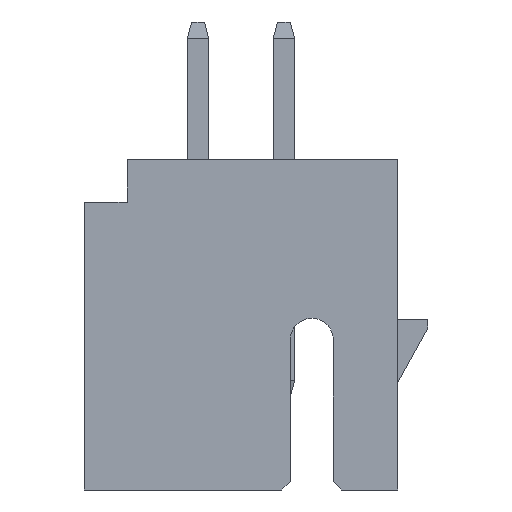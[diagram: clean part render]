
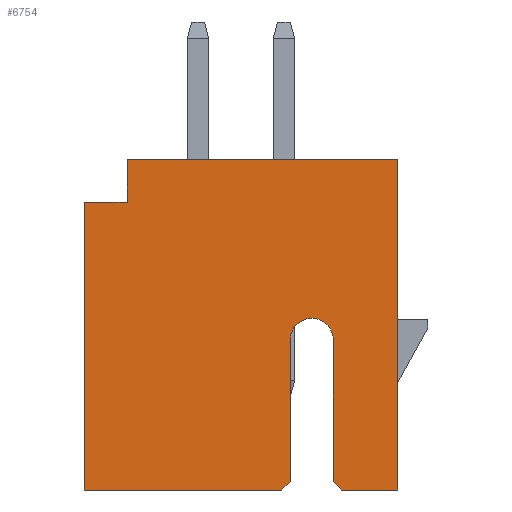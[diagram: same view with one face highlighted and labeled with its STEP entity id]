
A CAD part, left-side view. The second image highlights one B-rep face of the part: STEP entity #6754.
In plain terms, the highlighted planar face has unit normal (-1, 0, 0).
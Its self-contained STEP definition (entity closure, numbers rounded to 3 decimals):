
#19 = VERTEX_POINT ( 'NONE', #2154 ) ;
#348 = CARTESIAN_POINT ( 'NONE',  ( 2., -3.65, 0. ) ) ;
#388 = VERTEX_POINT ( 'NONE', #4277 ) ;
#680 = EDGE_CURVE ( 'NONE', #6676, #4178, #3836, .T. ) ;
#813 = EDGE_CURVE ( 'NONE', #6646, #19, #6165, .T. ) ;
#859 = EDGE_CURVE ( 'NONE', #1374, #4577, #6733, .T. ) ;
#887 = DIRECTION ( 'NONE',  ( 0., 0., -1. ) ) ;
#971 = CARTESIAN_POINT ( 'NONE',  ( 2., 3.65, 6.7 ) ) ;
#1012 = DIRECTION ( 'NONE',  ( 0., -1., 0. ) ) ;
#1052 = EDGE_CURVE ( 'NONE', #3811, #19, #2507, .T. ) ;
#1186 = ORIENTED_EDGE ( 'NONE', *, *, #3461, .F. ) ;
#1331 = LINE ( 'NONE', #6484, #2733 ) ;
#1374 = VERTEX_POINT ( 'NONE', #2881 ) ;
#1381 = DIRECTION ( 'NONE',  ( 0., -1., 0. ) ) ;
#1582 = CIRCLE ( 'NONE', #2534, 0.5 ) ;
#1675 = DIRECTION ( 'NONE',  ( 0., -0.707, 0.707 ) ) ;
#1751 = CARTESIAN_POINT ( 'NONE',  ( 2., 2.65, 7.7 ) ) ;
#1832 = VECTOR ( 'NONE', #3882, 1000. ) ;
#1868 = CARTESIAN_POINT ( 'NONE',  ( 2., -3.65, 7.7 ) ) ;
#1902 = AXIS2_PLACEMENT_3D ( 'NONE', #7084, #4797, #4836 ) ;
#2076 = ORIENTED_EDGE ( 'NONE', *, *, #6477, .F. ) ;
#2113 = CARTESIAN_POINT ( 'NONE',  ( 2., -3.65, 7.7 ) ) ;
#2154 = CARTESIAN_POINT ( 'NONE',  ( 2., -2.15, 3.5 ) ) ;
#2195 = VERTEX_POINT ( 'NONE', #6240 ) ;
#2270 = VECTOR ( 'NONE', #1012, 1000. ) ;
#2440 = CARTESIAN_POINT ( 'NONE',  ( 2., -1.65, 3.5 ) ) ;
#2507 = CIRCLE ( 'NONE', #1902, 0.5 ) ;
#2534 = AXIS2_PLACEMENT_3D ( 'NONE', #2440, #7054, #6422 ) ;
#2585 = LINE ( 'NONE', #2815, #6036 ) ;
#2628 = ORIENTED_EDGE ( 'NONE', *, *, #7419, .F. ) ;
#2647 = DIRECTION ( 'NONE',  ( 0., 0., -1. ) ) ;
#2692 = CARTESIAN_POINT ( 'NONE',  ( 2., 3.65, 7.7 ) ) ;
#2733 = VECTOR ( 'NONE', #887, 1000. ) ;
#2783 = DIRECTION ( 'NONE',  ( 0., 0., -1. ) ) ;
#2815 = CARTESIAN_POINT ( 'NONE',  ( 2., -0.95, 0. ) ) ;
#2824 = FACE_OUTER_BOUND ( 'NONE', #3797, .T. ) ;
#2881 = CARTESIAN_POINT ( 'NONE',  ( 2., 3.65, 0. ) ) ;
#2973 = VECTOR ( 'NONE', #5299, 1000. ) ;
#3124 = VERTEX_POINT ( 'NONE', #6118 ) ;
#3360 = ORIENTED_EDGE ( 'NONE', *, *, #4734, .T. ) ;
#3395 = EDGE_CURVE ( 'NONE', #6676, #1374, #6139, .T. ) ;
#3437 = CARTESIAN_POINT ( 'NONE',  ( 2., -3.65, 0. ) ) ;
#3461 = EDGE_CURVE ( 'NONE', #4178, #7229, #6065, .T. ) ;
#3589 = ORIENTED_EDGE ( 'NONE', *, *, #4460, .T. ) ;
#3652 = ORIENTED_EDGE ( 'NONE', *, *, #4223, .T. ) ;
#3738 = CARTESIAN_POINT ( 'NONE',  ( 2., 2.65, 7.7 ) ) ;
#3797 = EDGE_LOOP ( 'NONE', ( #6135, #5387, #5633, #3652, #5975, #5608, #3589, #3360, #2076, #2628, #1186, #5995, #6081 ) ) ;
#3811 = VERTEX_POINT ( 'NONE', #4806 ) ;
#3836 = LINE ( 'NONE', #971, #5275 ) ;
#3882 = DIRECTION ( 'NONE',  ( 0., -1., 0. ) ) ;
#3906 = PLANE ( 'NONE',  #5622 ) ;
#3973 = CARTESIAN_POINT ( 'NONE',  ( 2., -2.15, 0.2 ) ) ;
#3981 = CARTESIAN_POINT ( 'NONE',  ( 2., -3.65, 0. ) ) ;
#3983 = CARTESIAN_POINT ( 'NONE',  ( 2., 2.65, 6.7 ) ) ;
#4102 = LINE ( 'NONE', #1868, #2973 ) ;
#4178 = VERTEX_POINT ( 'NONE', #3983 ) ;
#4206 = VECTOR ( 'NONE', #2647, 1000. ) ;
#4223 = EDGE_CURVE ( 'NONE', #2195, #3811, #1582, .T. ) ;
#4277 = CARTESIAN_POINT ( 'NONE',  ( 2., -1.15, 0.2 ) ) ;
#4365 = CARTESIAN_POINT ( 'NONE',  ( 2., -2.15, 0.2 ) ) ;
#4437 = DIRECTION ( 'NONE',  ( 0., 0., 1. ) ) ;
#4460 = EDGE_CURVE ( 'NONE', #6646, #4752, #5107, .T. ) ;
#4577 = VERTEX_POINT ( 'NONE', #6190 ) ;
#4591 = VECTOR ( 'NONE', #5428, 1000. ) ;
#4734 = EDGE_CURVE ( 'NONE', #4752, #7220, #4907, .T. ) ;
#4752 = VERTEX_POINT ( 'NONE', #7248 ) ;
#4797 = DIRECTION ( 'NONE',  ( 1., 0., 0. ) ) ;
#4806 = CARTESIAN_POINT ( 'NONE',  ( 2., -1.65, 4. ) ) ;
#4836 = DIRECTION ( 'NONE',  ( 0., 0., -1. ) ) ;
#4907 = LINE ( 'NONE', #348, #4591 ) ;
#4977 = LINE ( 'NONE', #2113, #1832 ) ;
#5107 = LINE ( 'NONE', #3973, #7099 ) ;
#5218 = EDGE_CURVE ( 'NONE', #4577, #388, #2585, .T. ) ;
#5275 = VECTOR ( 'NONE', #1381, 1000. ) ;
#5299 = DIRECTION ( 'NONE',  ( 0., 0., -1. ) ) ;
#5387 = ORIENTED_EDGE ( 'NONE', *, *, #5218, .T. ) ;
#5428 = DIRECTION ( 'NONE',  ( 0., -1., 0. ) ) ;
#5483 = CARTESIAN_POINT ( 'NONE',  ( 2., 3.65, 6.7 ) ) ;
#5608 = ORIENTED_EDGE ( 'NONE', *, *, #813, .F. ) ;
#5622 = AXIS2_PLACEMENT_3D ( 'NONE', #6770, #5713, #2783 ) ;
#5633 = ORIENTED_EDGE ( 'NONE', *, *, #6943, .F. ) ;
#5639 = VECTOR ( 'NONE', #4437, 1000. ) ;
#5708 = DIRECTION ( 'NONE',  ( 0., -0.707, -0.707 ) ) ;
#5713 = DIRECTION ( 'NONE',  ( 1., 0., 0. ) ) ;
#5751 = CARTESIAN_POINT ( 'NONE',  ( 2., -2.15, 0. ) ) ;
#5893 = VECTOR ( 'NONE', #6028, 1000. ) ;
#5975 = ORIENTED_EDGE ( 'NONE', *, *, #1052, .T. ) ;
#5995 = ORIENTED_EDGE ( 'NONE', *, *, #680, .F. ) ;
#6028 = DIRECTION ( 'NONE',  ( 0., 0., 1. ) ) ;
#6036 = VECTOR ( 'NONE', #1675, 1000. ) ;
#6065 = LINE ( 'NONE', #3738, #5893 ) ;
#6081 = ORIENTED_EDGE ( 'NONE', *, *, #3395, .T. ) ;
#6118 = CARTESIAN_POINT ( 'NONE',  ( 2., -3.65, 7.7 ) ) ;
#6135 = ORIENTED_EDGE ( 'NONE', *, *, #859, .T. ) ;
#6139 = LINE ( 'NONE', #2692, #4206 ) ;
#6165 = LINE ( 'NONE', #5751, #5639 ) ;
#6190 = CARTESIAN_POINT ( 'NONE',  ( 2., -0.95, 0. ) ) ;
#6240 = CARTESIAN_POINT ( 'NONE',  ( 2., -1.15, 3.5 ) ) ;
#6422 = DIRECTION ( 'NONE',  ( 0., 0., -1. ) ) ;
#6477 = EDGE_CURVE ( 'NONE', #3124, #7220, #4102, .T. ) ;
#6484 = CARTESIAN_POINT ( 'NONE',  ( 2., -1.15, 0. ) ) ;
#6646 = VERTEX_POINT ( 'NONE', #4365 ) ;
#6676 = VERTEX_POINT ( 'NONE', #5483 ) ;
#6733 = LINE ( 'NONE', #3981, #2270 ) ;
#6754 = ADVANCED_FACE ( 'NONE', ( #2824 ), #3906, .F. ) ;
#6770 = CARTESIAN_POINT ( 'NONE',  ( 2., -3.65, 7.7 ) ) ;
#6943 = EDGE_CURVE ( 'NONE', #2195, #388, #1331, .T. ) ;
#7054 = DIRECTION ( 'NONE',  ( 1., 0., 0. ) ) ;
#7084 = CARTESIAN_POINT ( 'NONE',  ( 2., -1.65, 3.5 ) ) ;
#7099 = VECTOR ( 'NONE', #5708, 1000. ) ;
#7220 = VERTEX_POINT ( 'NONE', #3437 ) ;
#7229 = VERTEX_POINT ( 'NONE', #1751 ) ;
#7248 = CARTESIAN_POINT ( 'NONE',  ( 2., -2.35, 0. ) ) ;
#7419 = EDGE_CURVE ( 'NONE', #7229, #3124, #4977, .T. ) ;
